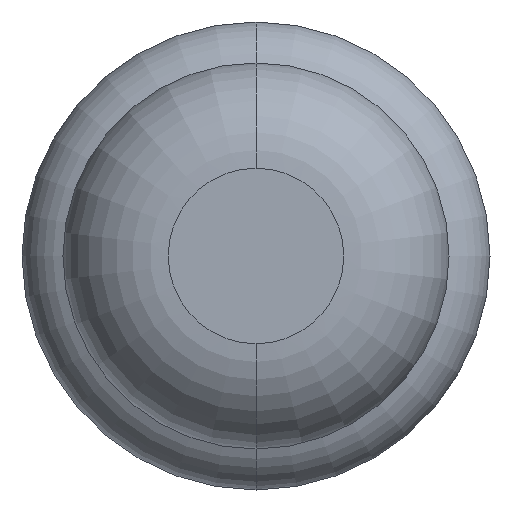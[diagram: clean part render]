
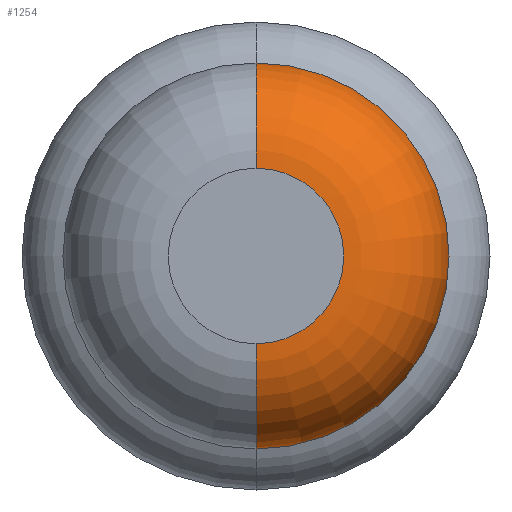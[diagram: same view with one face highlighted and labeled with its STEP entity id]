
A CAD part, front view. The second image highlights one B-rep face of the part: STEP entity #1254.
In plain terms, the highlighted toroidal (fillet/blend) face has major radius 0.375 mm and minor radius 0.45 mm.
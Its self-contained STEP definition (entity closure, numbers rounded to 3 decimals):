
#80 = ORIENTED_EDGE ( 'NONE', *, *, #2447, .T. ) ;
#117 = ORIENTED_EDGE ( 'NONE', *, *, #989, .F. ) ;
#170 = AXIS2_PLACEMENT_3D ( 'NONE', #1302, #3067, #764 ) ;
#304 = AXIS2_PLACEMENT_3D ( 'NONE', #1748, #3260, #2742 ) ;
#413 = DIRECTION ( 'NONE',  ( 1., 0., 0. ) ) ;
#435 = ORIENTED_EDGE ( 'NONE', *, *, #997, .T. ) ;
#487 = CARTESIAN_POINT ( 'NONE',  ( 0., -30.4, -0.375 ) ) ;
#497 = AXIS2_PLACEMENT_3D ( 'NONE', #1157, #413, #2185 ) ;
#764 = DIRECTION ( 'NONE',  ( 0., 0., 1. ) ) ;
#775 = ORIENTED_EDGE ( 'NONE', *, *, #2796, .F. ) ;
#868 = VERTEX_POINT ( 'NONE', #1134 ) ;
#915 = DIRECTION ( 'NONE',  ( 0., 1., 0. ) ) ;
#989 = EDGE_CURVE ( 'Defeature ausgef�hrt1_7+Defeature ausgef�hrt1_6+Defeature ausgef�hrt1_6+Defeature ausgef�hrt1_6', #1198, #1555, #2423, .T. ) ;
#997 = EDGE_CURVE ( 'NONE', #2102, #1555, #2509, .T. ) ;
#1087 = AXIS2_PLACEMENT_3D ( 'NONE', #1398, #2171, #1900 ) ;
#1134 = CARTESIAN_POINT ( 'NONE',  ( 0., -30.4, 0.375 ) ) ;
#1157 = CARTESIAN_POINT ( 'NONE',  ( 0., -29.95, -0.375 ) ) ;
#1164 = CARTESIAN_POINT ( 'NONE',  ( 0., -29.95, 0. ) ) ;
#1198 = VERTEX_POINT ( 'NONE', #3247 ) ;
#1245 = TOROIDAL_SURFACE ( 'NONE', #170, 0.375, 0.45 ) ;
#1254 = ADVANCED_FACE ( 'Defeature ausgef�hrt1_6', ( #2942 ), #1245, .T. ) ;
#1302 = CARTESIAN_POINT ( 'NONE',  ( 0., -29.95, 0. ) ) ;
#1398 = CARTESIAN_POINT ( 'NONE',  ( 0., -30.4, 0. ) ) ;
#1555 = VERTEX_POINT ( 'NONE', #2711 ) ;
#1677 = AXIS2_PLACEMENT_3D ( 'NONE', #1164, #915, #2954 ) ;
#1748 = CARTESIAN_POINT ( 'NONE',  ( 0., -29.95, 0.375 ) ) ;
#1900 = DIRECTION ( 'NONE',  ( 0., 0., 1. ) ) ;
#2102 = VERTEX_POINT ( 'NONE', #487 ) ;
#2105 = CIRCLE ( 'NONE', #1087, 0.375 ) ;
#2171 = DIRECTION ( 'NONE',  ( 0., 1., 0. ) ) ;
#2185 = DIRECTION ( 'NONE',  ( 0., 0., -1. ) ) ;
#2423 = CIRCLE ( 'NONE', #1677, 0.825 ) ;
#2447 = EDGE_CURVE ( 'Defeature ausgef�hrt1_6+Defeature ausgef�hrt1_5+Defeature ausgef�hrt1_5+Defeature ausgef�hrt1_5', #868, #2102, #2105, .T. ) ;
#2509 = CIRCLE ( 'NONE', #497, 0.45 ) ;
#2711 = CARTESIAN_POINT ( 'NONE',  ( 0., -29.95, -0.825 ) ) ;
#2742 = DIRECTION ( 'NONE',  ( 0., 0., 1. ) ) ;
#2796 = EDGE_CURVE ( 'NONE', #868, #1198, #3165, .T. ) ;
#2942 = FACE_OUTER_BOUND ( 'NONE', #3052, .T. ) ;
#2954 = DIRECTION ( 'NONE',  ( 0., 0., 1. ) ) ;
#3052 = EDGE_LOOP ( 'NONE', ( #80, #435, #117, #775 ) ) ;
#3067 = DIRECTION ( 'NONE',  ( 0., 1., 0. ) ) ;
#3165 = CIRCLE ( 'NONE', #304, 0.45 ) ;
#3247 = CARTESIAN_POINT ( 'NONE',  ( 0., -29.95, 0.825 ) ) ;
#3260 = DIRECTION ( 'NONE',  ( -1., 0., 0. ) ) ;
